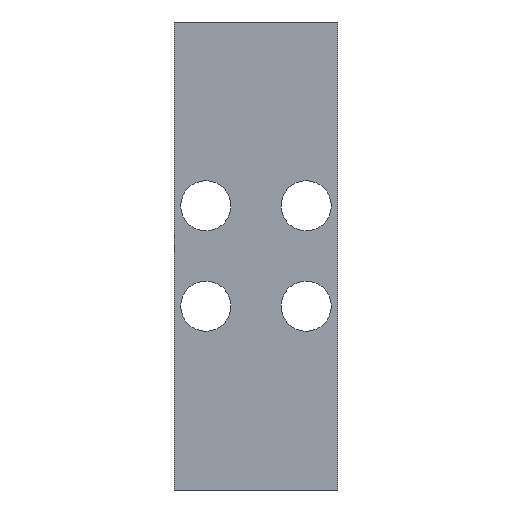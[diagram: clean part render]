
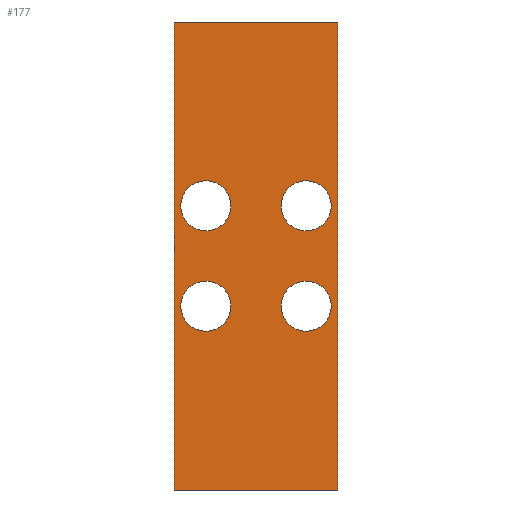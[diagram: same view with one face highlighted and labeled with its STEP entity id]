
A CAD part, front view. The second image highlights one B-rep face of the part: STEP entity #177.
In plain terms, the highlighted planar face has unit normal (0, -1, 0).
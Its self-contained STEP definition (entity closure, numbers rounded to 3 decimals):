
#34=CARTESIAN_POINT('',(-24.5,0.,70.));
#35=VERTEX_POINT('',#34);
#42=CARTESIAN_POINT('',(24.5,0.,70.));
#43=VERTEX_POINT('',#42);
#44=CARTESIAN_POINT('',(24.5,0.,70.));
#45=DIRECTION('',(-1.,0.,0.));
#46=VECTOR('',#45,49.);
#47=LINE('',#44,#46);
#48=EDGE_CURVE('',#43,#35,#47,.T.);
#67=CARTESIAN_POINT('',(24.5,0.,70.));
#68=DIRECTION('',(0.,1.,0.));
#69=DIRECTION('',(0.,0.,1.));
#70=AXIS2_PLACEMENT_3D('',#67,#68,#69);
#71=PLANE('',#70);
#72=CARTESIAN_POINT('',(-15.,-0.,-22.5));
#73=VERTEX_POINT('',#72);
#74=CARTESIAN_POINT('',(-15.,0.,-7.5));
#75=VERTEX_POINT('',#74);
#76=CARTESIAN_POINT('',(-15.,0.,-15.));
#77=DIRECTION('',(0.,-1.,-0.));
#78=DIRECTION('',(0.,-0.,1.));
#79=AXIS2_PLACEMENT_3D('',#76,#77,#78);
#80=CIRCLE('',#79,7.5);
#81=EDGE_CURVE('',#73,#75,#80,.T.);
#82=ORIENTED_EDGE('',*,*,#81,.F.);
#83=CARTESIAN_POINT('',(-15.,0.,-15.));
#84=DIRECTION('',(0.,-1.,-0.));
#85=DIRECTION('',(0.,-0.,1.));
#86=AXIS2_PLACEMENT_3D('',#83,#84,#85);
#87=CIRCLE('',#86,7.5);
#88=EDGE_CURVE('',#75,#73,#87,.T.);
#89=ORIENTED_EDGE('',*,*,#88,.F.);
#90=EDGE_LOOP('',(#82,#89));
#91=FACE_BOUND('',#90,.T.);
#92=CARTESIAN_POINT('',(15.,-0.,-22.5));
#93=VERTEX_POINT('',#92);
#94=CARTESIAN_POINT('',(15.,0.,-7.5));
#95=VERTEX_POINT('',#94);
#96=CARTESIAN_POINT('',(15.,0.,-15.));
#97=DIRECTION('',(0.,-1.,-0.));
#98=DIRECTION('',(0.,-0.,1.));
#99=AXIS2_PLACEMENT_3D('',#96,#97,#98);
#100=CIRCLE('',#99,7.5);
#101=EDGE_CURVE('',#93,#95,#100,.T.);
#102=ORIENTED_EDGE('',*,*,#101,.F.);
#103=CARTESIAN_POINT('',(15.,0.,-15.));
#104=DIRECTION('',(0.,-1.,-0.));
#105=DIRECTION('',(0.,-0.,1.));
#106=AXIS2_PLACEMENT_3D('',#103,#104,#105);
#107=CIRCLE('',#106,7.5);
#108=EDGE_CURVE('',#95,#93,#107,.T.);
#109=ORIENTED_EDGE('',*,*,#108,.F.);
#110=EDGE_LOOP('',(#102,#109));
#111=FACE_BOUND('',#110,.T.);
#112=CARTESIAN_POINT('',(-15.,-0.,7.5));
#113=VERTEX_POINT('',#112);
#114=CARTESIAN_POINT('',(-15.,0.,22.5));
#115=VERTEX_POINT('',#114);
#116=CARTESIAN_POINT('',(-15.,0.,15.));
#117=DIRECTION('',(0.,-1.,-0.));
#118=DIRECTION('',(0.,-0.,1.));
#119=AXIS2_PLACEMENT_3D('',#116,#117,#118);
#120=CIRCLE('',#119,7.5);
#121=EDGE_CURVE('',#113,#115,#120,.T.);
#122=ORIENTED_EDGE('',*,*,#121,.F.);
#123=CARTESIAN_POINT('',(-15.,0.,15.));
#124=DIRECTION('',(0.,-1.,-0.));
#125=DIRECTION('',(0.,-0.,1.));
#126=AXIS2_PLACEMENT_3D('',#123,#124,#125);
#127=CIRCLE('',#126,7.5);
#128=EDGE_CURVE('',#115,#113,#127,.T.);
#129=ORIENTED_EDGE('',*,*,#128,.F.);
#130=EDGE_LOOP('',(#122,#129));
#131=FACE_BOUND('',#130,.T.);
#132=CARTESIAN_POINT('',(15.,-0.,7.5));
#133=VERTEX_POINT('',#132);
#134=CARTESIAN_POINT('',(15.,0.,22.5));
#135=VERTEX_POINT('',#134);
#136=CARTESIAN_POINT('',(15.,0.,15.));
#137=DIRECTION('',(0.,-1.,-0.));
#138=DIRECTION('',(0.,-0.,1.));
#139=AXIS2_PLACEMENT_3D('',#136,#137,#138);
#140=CIRCLE('',#139,7.5);
#141=EDGE_CURVE('',#133,#135,#140,.T.);
#142=ORIENTED_EDGE('',*,*,#141,.F.);
#143=CARTESIAN_POINT('',(15.,0.,15.));
#144=DIRECTION('',(0.,-1.,-0.));
#145=DIRECTION('',(0.,-0.,1.));
#146=AXIS2_PLACEMENT_3D('',#143,#144,#145);
#147=CIRCLE('',#146,7.5);
#148=EDGE_CURVE('',#135,#133,#147,.T.);
#149=ORIENTED_EDGE('',*,*,#148,.F.);
#150=EDGE_LOOP('',(#142,#149));
#151=FACE_BOUND('',#150,.T.);
#152=CARTESIAN_POINT('',(-24.5,0.,-70.));
#153=VERTEX_POINT('',#152);
#154=CARTESIAN_POINT('',(-24.5,0.,70.));
#155=DIRECTION('',(0.,0.,-1.));
#156=VECTOR('',#155,140.);
#157=LINE('',#154,#156);
#158=EDGE_CURVE('',#35,#153,#157,.T.);
#159=ORIENTED_EDGE('',*,*,#158,.T.);
#160=CARTESIAN_POINT('',(24.5,0.,-70.));
#161=VERTEX_POINT('',#160);
#162=CARTESIAN_POINT('',(24.5,0.,-70.));
#163=DIRECTION('',(-1.,0.,0.));
#164=VECTOR('',#163,49.);
#165=LINE('',#162,#164);
#166=EDGE_CURVE('',#161,#153,#165,.T.);
#167=ORIENTED_EDGE('',*,*,#166,.F.);
#168=CARTESIAN_POINT('',(24.5,0.,70.));
#169=DIRECTION('',(0.,0.,-1.));
#170=VECTOR('',#169,140.);
#171=LINE('',#168,#170);
#172=EDGE_CURVE('',#43,#161,#171,.T.);
#173=ORIENTED_EDGE('',*,*,#172,.F.);
#174=ORIENTED_EDGE('',*,*,#48,.T.);
#175=EDGE_LOOP('',(#159,#167,#173,#174));
#176=FACE_BOUND('',#175,.T.);
#177=ADVANCED_FACE('',(#91,#111,#131,#151,#176),#71,.F.);
